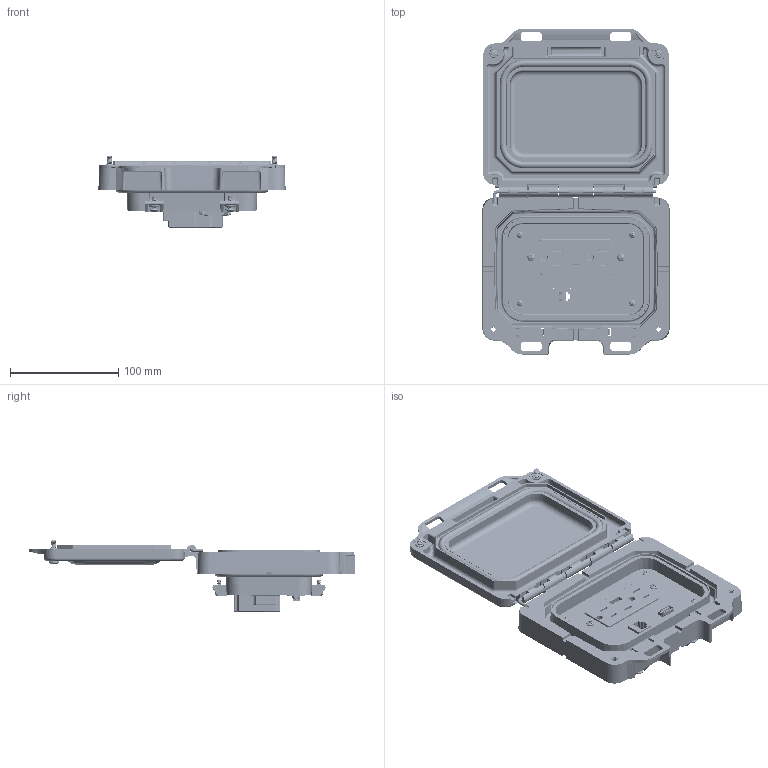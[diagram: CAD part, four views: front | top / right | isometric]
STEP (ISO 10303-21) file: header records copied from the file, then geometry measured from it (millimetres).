
FILE_DESCRIPTION (( 'STEP AP203' ), '1' );
FILE_NAME ('P-P22R62-M9RAC0_3D.STEP', '2024-05-22T16:59:06', ( '' ), ( '' ), 'SwSTEP 2.0', 'SolidWorks 2023', '' );
FILE_SCHEMA (( 'CONFIG_CONTROL_DESIGN' ));
Length unit declared in the file: millimetre
Products named in the file (24): Z-000-4243316TFP; Z-300-USB-A-FF; P-P22R62-M9RAC0_BP180_1; Z-200-OTLT-RAC_FULL TAB; Z-001-SPR_3_4; Z-002-4401_4HN_90675A005; Z-000-4-201_2PPHPLST_90380A110; P-P22R62-M9RAC0_FP060_1; -M9; Z-200-OTLT-RAC_SCREWHEAD; P-P22R62-M9RAC0_TP180_2; Z-000-44011_4FH_90273A117; Z-200-OTLT-RAC_GNDPLT; P-P22R62-M9RAC0_3D; Z-H-M9_B; Z-000-6321_5PH_90272A148; R62; P22; Z-200-OTLT-RAC_BASE; Z-300-RJ45CAT6; Z-200-OTLT-RAC_FACE; Z-002-632516HN_90675A007; Z-200-OTLT-RAC; P-P22R62-M9RAC0_TP060_1
Assembly tree (35 placements, depth 3):
  P-P22R62-M9RAC0_3D
    -M9
      Z-H-M9_B
    P-P22R62-M9RAC0_BP180_1
    P-P22R62-M9RAC0_FP060_1
    P-P22R62-M9RAC0_TP060_1
    P-P22R62-M9RAC0_TP180_2
    Z-000-4243316TFP  x2
    P22
      Z-300-USB-A-FF
    Z-000-44011_4FH_90273A117  x2
    Z-001-SPR_3_4  x2
    Z-002-4401_4HN_90675A005  x2
    R62
      Z-300-RJ45CAT6
    Z-200-OTLT-RAC
      Z-200-OTLT-RAC_FACE
      Z-200-OTLT-RAC_BASE
      Z-200-OTLT-RAC_GNDPLT
      Z-200-OTLT-RAC_SCREWHEAD  x3
      Z-200-OTLT-RAC_FULL TAB  x2
    Z-000-6321_5PH_90272A148  x2
    Z-002-632516HN_90675A007  x2
    Z-000-4-201_2PPHPLST_90380A110  x4
Bounding box: 172.88 x 301.25 x 66.07 mm (x, y, z)
Volume: 510055.5 mm3; surface area: 280341.4 mm2
Topology: 55 solids, 55 shells, 5371 faces, 14527 edges, 9187 vertices
Faces by surface type: cylinder 2123, plane 1848, bspline 531, cone 468, sphere 219, torus 182
Entity records: 170920 total; most frequent: CARTESIAN_POINT 66632, ORIENTED_EDGE 23358, DIRECTION 18654, EDGE_CURVE 11679, VERTEX_POINT 7397, AXIS2_PLACEMENT_3D 6267, LINE 6120, VECTOR 6120
